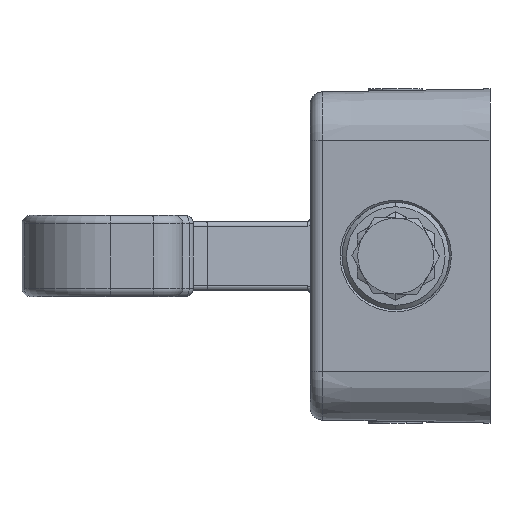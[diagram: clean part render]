
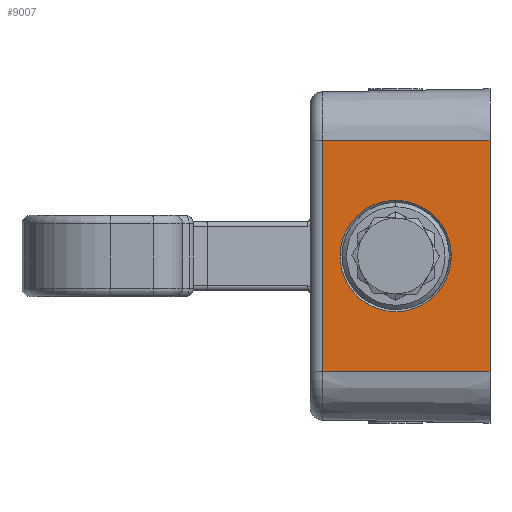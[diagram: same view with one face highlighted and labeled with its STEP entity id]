
A CAD part, left-side view. The second image highlights one B-rep face of the part: STEP entity #9007.
In plain terms, the highlighted planar face has unit normal (-1, 0.018, 0).
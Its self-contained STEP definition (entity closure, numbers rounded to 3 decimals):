
#320 = VECTOR ( 'NONE', #7690, 1000. ) ;
#323 = VECTOR ( 'NONE', #7692, 1000. ) ;
#340 = LINE ( 'NONE', #7671, #323 ) ;
#489 = VECTOR ( 'NONE', #7886, 1000. ) ;
#657 = LINE ( 'NONE', #7638, #673 ) ;
#671 = LINE ( 'NONE', #7670, #320 ) ;
#672 = LINE ( 'NONE', #7885, #489 ) ;
#673 = VECTOR ( 'NONE', #7639, 1000. ) ;
#1010 = EDGE_LOOP ( 'NONE', ( #2984, #2948, #3015, #2706 ) ) ;
#1423 = EDGE_LOOP ( 'NONE', ( #2652, #2952 ) ) ;
#2652 = ORIENTED_EDGE ( 'NONE', *, *, #22428, .T. ) ;
#2706 = ORIENTED_EDGE ( 'NONE', *, *, #19414, .T. ) ;
#2948 = ORIENTED_EDGE ( 'NONE', *, *, #19376, .T. ) ;
#2952 = ORIENTED_EDGE ( 'NONE', *, *, #19374, .T. ) ;
#2984 = ORIENTED_EDGE ( 'NONE', *, *, #19375, .F. ) ;
#3015 = ORIENTED_EDGE ( 'NONE', *, *, #19370, .T. ) ;
#3191 = FACE_OUTER_BOUND ( 'NONE', #1010, .T. ) ;
#3192 = FACE_BOUND ( 'NONE', #1423, .T. ) ;
#4231 = VERTEX_POINT ( 'NONE', #16464 ) ;
#4236 = VERTEX_POINT ( 'NONE', #16441 ) ;
#4301 = VERTEX_POINT ( 'NONE', #16152 ) ;
#4385 = VERTEX_POINT ( 'NONE', #16437 ) ;
#4472 = VERTEX_POINT ( 'NONE', #16323 ) ;
#4790 = VERTEX_POINT ( 'NONE', #19006 ) ;
#7638 = CARTESIAN_POINT ( 'NONE',  ( -98., 0., -27. ) ) ;
#7639 = DIRECTION ( 'NONE',  ( -0.017, -1., 0. ) ) ;
#7651 = CARTESIAN_POINT ( 'NONE',  ( -97.842, 9.026, -1.699 ) ) ;
#7652 = CARTESIAN_POINT ( 'NONE',  ( -97.842, 9.026, 0. ) ) ;
#7670 = CARTESIAN_POINT ( 'NONE',  ( -98., 0., 27. ) ) ;
#7671 = CARTESIAN_POINT ( 'NONE',  ( -97.318, 39.052, -27. ) ) ;
#7672 = CARTESIAN_POINT ( 'NONE',  ( -97.837, 9.364, -3.398 ) ) ;
#7673 = CARTESIAN_POINT ( 'NONE',  ( -97.814, 10.664, -6.538 ) ) ;
#7674 = CARTESIAN_POINT ( 'NONE',  ( -97.797, 11.627, -7.979 ) ) ;
#7675 = CARTESIAN_POINT ( 'NONE',  ( -97.755, 14.03, -10.382 ) ) ;
#7676 = CARTESIAN_POINT ( 'NONE',  ( -97.73, 15.47, -11.344 ) ) ;
#7677 = CARTESIAN_POINT ( 'NONE',  ( -97.675, 18.61, -12.645 ) ) ;
#7678 = CARTESIAN_POINT ( 'NONE',  ( -97.646, 20.309, -12.983 ) ) ;
#7679 = CARTESIAN_POINT ( 'NONE',  ( -97.586, 23.708, -12.983 ) ) ;
#7680 = CARTESIAN_POINT ( 'NONE',  ( -97.557, 25.407, -12.645 ) ) ;
#7681 = CARTESIAN_POINT ( 'NONE',  ( -97.502, 28.547, -11.344 ) ) ;
#7682 = CARTESIAN_POINT ( 'NONE',  ( -97.477, 29.987, -10.382 ) ) ;
#7683 = CARTESIAN_POINT ( 'NONE',  ( -97.435, 32.391, -7.979 ) ) ;
#7684 = CARTESIAN_POINT ( 'NONE',  ( -97.418, 33.353, -6.538 ) ) ;
#7685 = CARTESIAN_POINT ( 'NONE',  ( -97.401, 34.328, -4.183 ) ) ;
#7686 = CARTESIAN_POINT ( 'NONE',  ( -97.396, 34.576, -3.366 ) ) ;
#7687 = CARTESIAN_POINT ( 'NONE',  ( -97.391, 34.908, -1.699 ) ) ;
#7688 = CARTESIAN_POINT ( 'NONE',  ( -97.389, 34.991, -0.849 ) ) ;
#7689 = CARTESIAN_POINT ( 'NONE',  ( -97.389, 34.991, 0. ) ) ;
#7690 = DIRECTION ( 'NONE',  ( -0.017, -1., 0. ) ) ;
#7692 = DIRECTION ( 'NONE',  ( 0., 0., -1. ) ) ;
#7885 = CARTESIAN_POINT ( 'NONE',  ( -98., 0., -27. ) ) ;
#7886 = DIRECTION ( 'NONE',  ( 0., 0., 1. ) ) ;
#9007 = ADVANCED_FACE ( 'NONE', ( #3192, #3191 ), #20121, .T. ) ;
#13960 = CARTESIAN_POINT ( 'NONE',  ( -97.389, 34.991, 0. ) ) ;
#13961 = CARTESIAN_POINT ( 'NONE',  ( -97.389, 34.991, 0.851 ) ) ;
#13983 = CARTESIAN_POINT ( 'NONE',  ( -97.391, 34.908, 1.699 ) ) ;
#13984 = CARTESIAN_POINT ( 'NONE',  ( -97.396, 34.576, 3.366 ) ) ;
#13985 = CARTESIAN_POINT ( 'NONE',  ( -97.401, 34.328, 4.183 ) ) ;
#13986 = CARTESIAN_POINT ( 'NONE',  ( -97.418, 33.353, 6.538 ) ) ;
#13987 = CARTESIAN_POINT ( 'NONE',  ( -97.435, 32.39, 7.979 ) ) ;
#13988 = CARTESIAN_POINT ( 'NONE',  ( -97.477, 29.987, 10.382 ) ) ;
#13989 = CARTESIAN_POINT ( 'NONE',  ( -97.502, 28.547, 11.344 ) ) ;
#13990 = CARTESIAN_POINT ( 'NONE',  ( -97.557, 25.407, 12.645 ) ) ;
#13991 = CARTESIAN_POINT ( 'NONE',  ( -97.586, 23.708, 12.983 ) ) ;
#13992 = CARTESIAN_POINT ( 'NONE',  ( -97.646, 20.309, 12.983 ) ) ;
#13993 = CARTESIAN_POINT ( 'NONE',  ( -97.675, 18.61, 12.645 ) ) ;
#13994 = CARTESIAN_POINT ( 'NONE',  ( -97.73, 15.47, 11.344 ) ) ;
#13995 = CARTESIAN_POINT ( 'NONE',  ( -97.755, 14.03, 10.382 ) ) ;
#13996 = CARTESIAN_POINT ( 'NONE',  ( -97.797, 11.627, 7.979 ) ) ;
#13997 = CARTESIAN_POINT ( 'NONE',  ( -97.814, 10.664, 6.538 ) ) ;
#13998 = CARTESIAN_POINT ( 'NONE',  ( -97.837, 9.364, 3.398 ) ) ;
#13999 = CARTESIAN_POINT ( 'NONE',  ( -97.842, 9.026, 1.699 ) ) ;
#14000 = CARTESIAN_POINT ( 'NONE',  ( -97.842, 9.026, 0. ) ) ;
#15031 = B_SPLINE_CURVE_WITH_KNOTS ( 'NONE', 3,
 ( #13960, #13961, #13983, #13984, #13985, #13986, #13987, #13988, #13989, #13990, #13991, #13992, #13993, #13994, #13995, #13996, #13997, #13998, #13999, #14000 ),
 .UNSPECIFIED., .F., .F.,
 ( 4, 2, 2, 2, 2, 2, 2, 2, 2, 4 ),
 ( 0., 0.031, 0.063, 0.125, 0.188, 0.25, 0.312, 0.375, 0.438, 0.5 ),
 .UNSPECIFIED. ) ;
#15548 = AXIS2_PLACEMENT_3D ( 'NONE', #20150, #20114, #20113 ) ;
#16152 = CARTESIAN_POINT ( 'NONE',  ( -98., 0., -27. ) ) ;
#16323 = CARTESIAN_POINT ( 'NONE',  ( -97.842, 9.026, 0. ) ) ;
#16437 = CARTESIAN_POINT ( 'NONE',  ( -98., 0., 27. ) ) ;
#16441 = CARTESIAN_POINT ( 'NONE',  ( -97.318, 39.052, -27. ) ) ;
#16464 = CARTESIAN_POINT ( 'NONE',  ( -97.318, 39.052, 27. ) ) ;
#19006 = CARTESIAN_POINT ( 'NONE',  ( -97.389, 34.991, 0. ) ) ;
#19370 = EDGE_CURVE ( 'NONE', #4236, #4301, #657, .T. ) ;
#19374 = EDGE_CURVE ( 'NONE', #4472, #4790, #24482, .T. ) ;
#19375 = EDGE_CURVE ( 'NONE', #4231, #4385, #671, .T. ) ;
#19376 = EDGE_CURVE ( 'NONE', #4231, #4236, #340, .T. ) ;
#19414 = EDGE_CURVE ( 'NONE', #4301, #4385, #672, .T. ) ;
#20113 = DIRECTION ( 'NONE',  ( -0.017, -1., 0. ) ) ;
#20114 = DIRECTION ( 'NONE',  ( -1., 0.017, 0. ) ) ;
#20121 = PLANE ( 'NONE',  #15548 ) ;
#20150 = CARTESIAN_POINT ( 'NONE',  ( -98., 0., -27. ) ) ;
#22428 = EDGE_CURVE ( 'NONE', #4790, #4472, #15031, .T. ) ;
#24482 = B_SPLINE_CURVE_WITH_KNOTS ( 'NONE', 3,
 ( #7652, #7651, #7672, #7673, #7674, #7675, #7676, #7677, #7678, #7679, #7680, #7681, #7682, #7683, #7684, #7685, #7686, #7687, #7688, #7689 ),
 .UNSPECIFIED., .F., .F.,
 ( 4, 2, 2, 2, 2, 2, 2, 2, 2, 4 ),
 ( 0.5, 0.563, 0.625, 0.687, 0.75, 0.812, 0.875, 0.937, 0.969, 1. ),
 .UNSPECIFIED. ) ;
